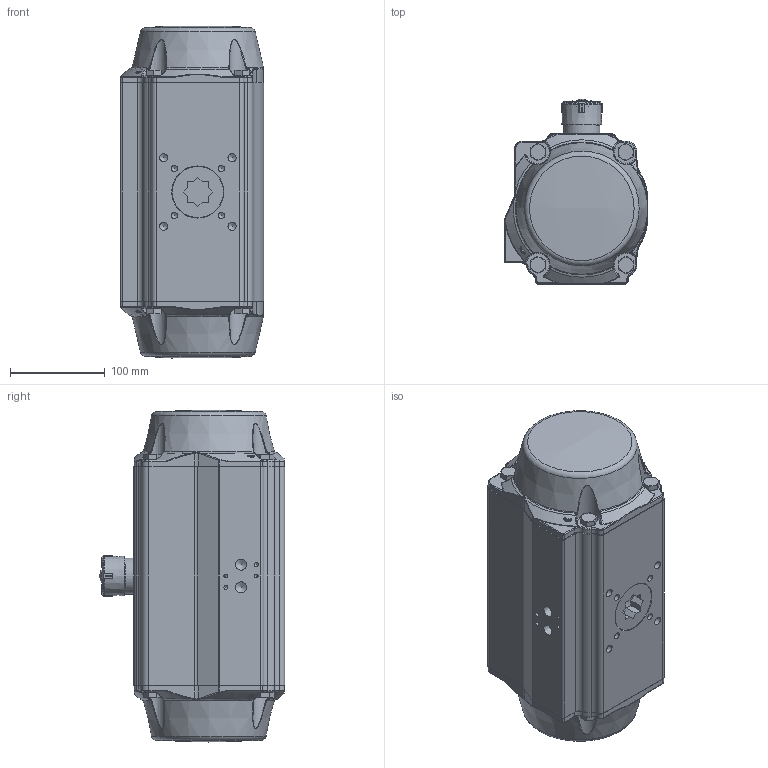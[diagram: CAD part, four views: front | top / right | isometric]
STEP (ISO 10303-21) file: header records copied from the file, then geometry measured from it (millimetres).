
FILE_DESCRIPTION(/* description */ ('Unknown'),/* implementation_level */ '2;1');
FILE_NAME(/* name */ 'DW07_FR06',/* time_stamp */ '2022-08-11T11:40:55+02:00',/* author */ ('Unknown'),/* organization */ ('Unknown'),/* preprocessor_version */ 'ST-DEVELOPER v16.7',/* originating_system */ 'Solid Edge',/* authorisation */ 'Unknown');
FILE_SCHEMA (('AUTOMOTIVE_DESIGN {1 0 10303 214 3 1 1}'));
Length unit declared in the file: millimetre
Products named in the file (8): DW07_FR06_(DW333_FR248); KP-125; ָʾ; 硌尨釱; 硌尨梓尨_酴伎; 指示标示(黄色）_红色; cup head nib bolts with large head gb_GB_FASTENER_BOLT_CHNBW M6X25-N; hexagon head bolts--product grade c gb_GB_FASTENER_BOLT_HHBC M10X45-N
Assembly tree (16 placements, depth 3):
  DW07_FR06_(DW333_FR248)
    KP-125
    ָʾ
      硌尨釱
      硌尨梓尨_酴伎  x2
      指示标示(黄色）_红色  x2
    cup head nib bolts with large head gb_GB_FASTENER_BOLT_CHNBW M6X25-N
    hexagon head bolts--product grade c gb_GB_FASTENER_BOLT_HHBC M10X45-N  x8
Bounding box: 151 x 195.41 x 349.9 mm (x, y, z)
Volume: 6536333.1 mm3; surface area: 258688.6 mm2
Topology: 15 solids, 15 shells, 1100 faces, 2522 edges, 1466 vertices
Faces by surface type: cylinder 293, plane 290, bspline 232, cone 145, torus 121, sphere 19
Full cylindrical faces by diameter (mm): 3 x16, 3.3 x8, 4.2 x8, 4.66 x1, 5 x1, 6 x1, 6.2 x1, 6.8 x4, 8.5 x12, 10 x8, 11.8 x2, 32 x1, 38 x1, 38.5 x1
Entity records: 31131 total; most frequent: CARTESIAN_POINT 13974, ORIENTED_EDGE 3532, DIRECTION 3384, EDGE_CURVE 1766, AXIS2_PLACEMENT_3D 1406, VERTEX_POINT 1089, FACE_BOUND 963, EDGE_LOOP 940
